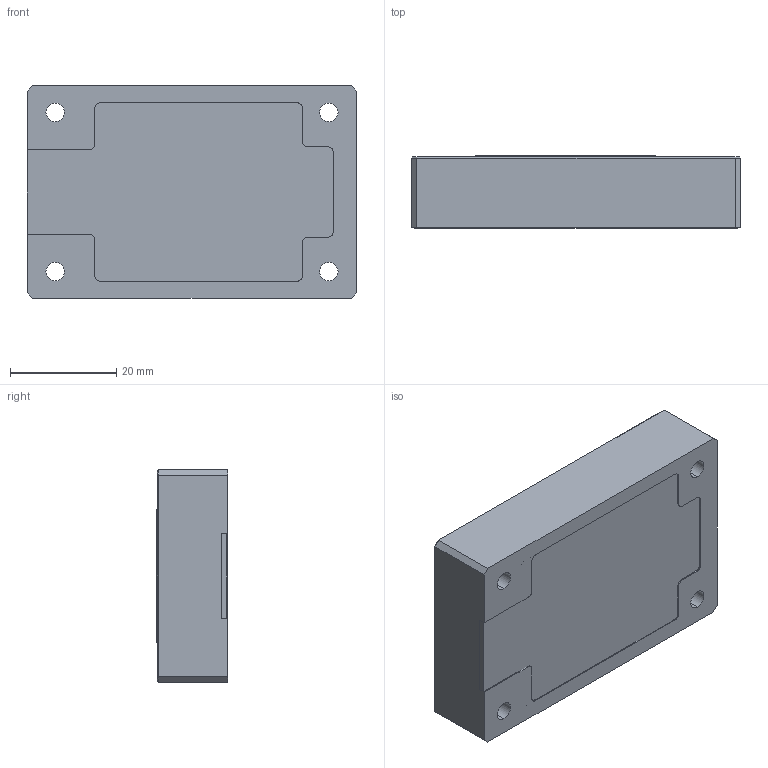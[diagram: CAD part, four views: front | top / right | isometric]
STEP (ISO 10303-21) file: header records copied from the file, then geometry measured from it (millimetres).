
FILE_DESCRIPTION (( 'STEP AP203' ), '1' );
FILE_NAME ('SD15.C.enduser.STEP', '2025-06-27T07:21:43', ( '' ), ( '' ), 'SwSTEP 2.0', 'SolidWorks 2020', '' );
FILE_SCHEMA (( 'CONFIG_CONTROL_DESIGN' ));
Length unit declared in the file: millimetre
Products named in the file (4): 葩璃 Cover top^S15_web; 葩璃 LX15-1^S15_web; 葩璃 Cover bottom^S15_web; SD15.C.enduser
Assembly tree (3 placements, depth 2):
  SD15.C.enduser
    葩璃 LX15-1^S15_web
    葩璃 Cover bottom^S15_web
    葩璃 Cover top^S15_web
Bounding box: 62 x 13.5 x 40 mm (x, y, z)
Volume: 31829.3 mm3; surface area: 13738.9 mm2
Topology: 3 solids, 3 shells, 162 faces, 400 edges, 248 vertices
Faces by surface type: plane 70, cylinder 56, cone 36
Entity records: 5150 total; most frequent: DIRECTION 868, CARTESIAN_POINT 808, ORIENTED_EDGE 784, EDGE_CURVE 392, AXIS2_PLACEMENT_3D 308, VECTOR 252, LINE 252, VERTEX_POINT 248
